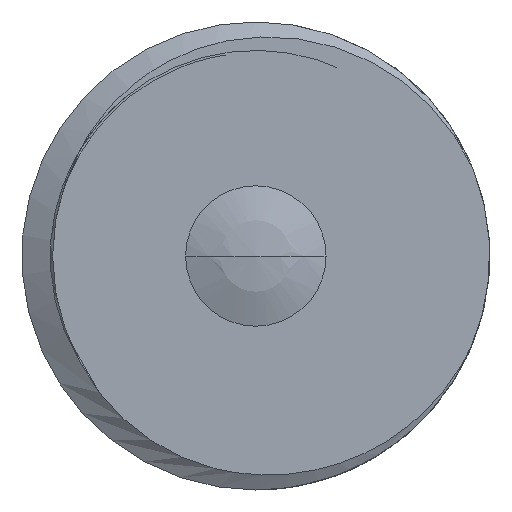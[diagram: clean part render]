
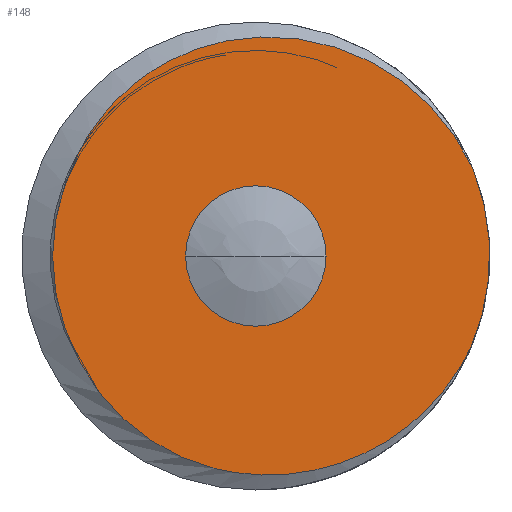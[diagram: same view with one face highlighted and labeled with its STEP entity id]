
A CAD part, left-side view. The second image highlights one B-rep face of the part: STEP entity #148.
In plain terms, the highlighted planar face has unit normal (-1, 0, 0).
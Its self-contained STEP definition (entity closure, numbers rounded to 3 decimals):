
#148=ADVANCED_FACE('',(#306,#307),#308,.F.);
#306=FACE_BOUND('',#1345,.T.);
#307=FACE_OUTER_BOUND('',#1346,.T.);
#308=PLANE('',#1347);
#1345=EDGE_LOOP('',(#4537,#4538));
#1346=EDGE_LOOP('',(#4539,#4540,#4541,#4542));
#1347=AXIS2_PLACEMENT_3D('',#4543,#4544,#4545);
#4537=ORIENTED_EDGE('',*,*,#4905,.F.);
#4538=ORIENTED_EDGE('',*,*,#4900,.F.);
#4539=ORIENTED_EDGE('',*,*,#4892,.T.);
#4540=ORIENTED_EDGE('',*,*,#4902,.T.);
#4541=ORIENTED_EDGE('',*,*,#4906,.T.);
#4542=ORIENTED_EDGE('',*,*,#4907,.T.);
#4543=CARTESIAN_POINT('',(1.5,2.5,0.0));
#4544=DIRECTION('',(1.0,0.0,0.0));
#4545=DIRECTION('',(0.0,0.0,-1.0));
#4892=EDGE_CURVE('',#5279,#5277,#5280,.T.);
#4900=EDGE_CURVE('',#5291,#5288,#5293,.T.);
#4902=EDGE_CURVE('',#5277,#5294,#5297,.T.);
#4905=EDGE_CURVE('',#5288,#5291,#5300,.T.);
#4906=EDGE_CURVE('',#5294,#5301,#5302,.T.);
#4907=EDGE_CURVE('',#5301,#5279,#5303,.T.);
#5277=VERTEX_POINT('',#60123);
#5279=VERTEX_POINT('',#60542);
#5280=CIRCLE('',#60543,2.5);
#5288=VERTEX_POINT('',#61795);
#5291=VERTEX_POINT('',#61799);
#5293=CIRCLE('',#61802,0.75);
#5294=VERTEX_POINT('',#61803);
#5297=B_SPLINE_CURVE_WITH_KNOTS('',3,(#62223,#62224,#62225,#62226,#62227,#62228,#62229,#62230,#62231,#62232,#62233,#62234,#62235,#62236,#62237,#62238),.UNSPECIFIED.,.F.,.F.,(4,2,2,2,2,2,2,4),(0.,0.001,0.001,0.002,0.003,0.003,0.004,0.005),.UNSPECIFIED.);
#5300=CIRCLE('',#62675,0.75);
#5301=VERTEX_POINT('',#62676);
#5302=B_SPLINE_CURVE_WITH_KNOTS('',3,(#62677,#62678,#62679,#62680,#62681,#62682,#62683,#62684,#62685,#62686),.UNSPECIFIED.,.F.,.F.,(4,2,2,2,4),(0.,0.001,0.001,0.002,0.002),.UNSPECIFIED.);
#5303=B_SPLINE_CURVE_WITH_KNOTS('',3,(#62687,#62688,#62689,#62690,#62691,#62692,#62693,#62694,#62695,#62696,#62697,#62698,#62699,#62700,#62701,#62702,#62703,#62704),.UNSPECIFIED.,.F.,.F.,(4,2,2,2,2,2,2,2,4),(0.,0.001,0.001,0.002,0.003,0.003,0.004,0.005,0.005),.UNSPECIFIED.);
#60123=CARTESIAN_POINT('',(1.5,-2.318,0.935));
#60542=CARTESIAN_POINT('',(1.5,-2.318,-0.935));
#60543=AXIS2_PLACEMENT_3D('',#63671,#63672,#63673);
#61795=CARTESIAN_POINT('',(1.5,0.0,0.75));
#61799=CARTESIAN_POINT('',(1.5,0.,-0.75));
#61802=AXIS2_PLACEMENT_3D('',#63680,#63681,#63682);
#61803=CARTESIAN_POINT('',(1.5,1.877,1.141));
#62223=CARTESIAN_POINT('',(1.5,-2.318,0.935));
#62224=CARTESIAN_POINT('',(1.5,-2.226,1.133));
#62225=CARTESIAN_POINT('',(1.5,-2.111,1.316));
#62226=CARTESIAN_POINT('',(1.5,-1.832,1.648));
#62227=CARTESIAN_POINT('',(1.5,-1.669,1.796));
#62228=CARTESIAN_POINT('',(1.5,-1.313,2.04));
#62229=CARTESIAN_POINT('',(1.5,-1.116,2.14));
#62230=CARTESIAN_POINT('',(1.5,-0.708,2.28));
#62231=CARTESIAN_POINT('',(1.5,-0.492,2.323));
#62232=CARTESIAN_POINT('',(1.5,-0.06,2.35));
#62233=CARTESIAN_POINT('',(1.5,0.156,2.334));
#62234=CARTESIAN_POINT('',(1.5,0.583,2.24));
#62235=CARTESIAN_POINT('',(1.5,0.785,2.163));
#62236=CARTESIAN_POINT('',(1.5,1.355,1.848));
#62237=CARTESIAN_POINT('',(1.5,1.671,1.527));
#62238=CARTESIAN_POINT('',(1.5,1.877,1.141));
#62675=AXIS2_PLACEMENT_3D('',#63683,#63684,#63685);
#62676=CARTESIAN_POINT('',(1.5,1.877,-1.141));
#62677=CARTESIAN_POINT('',(1.5,1.877,1.141));
#62678=CARTESIAN_POINT('',(1.5,1.97,0.964));
#62679=CARTESIAN_POINT('',(1.5,2.046,0.778));
#62680=CARTESIAN_POINT('',(1.5,2.146,0.394));
#62681=CARTESIAN_POINT('',(1.5,2.171,0.199));
#62682=CARTESIAN_POINT('',(1.5,2.171,-0.198));
#62683=CARTESIAN_POINT('',(1.5,2.145,-0.396));
#62684=CARTESIAN_POINT('',(1.5,2.046,-0.778));
#62685=CARTESIAN_POINT('',(1.5,1.97,-0.964));
#62686=CARTESIAN_POINT('',(1.5,1.877,-1.141));
#62687=CARTESIAN_POINT('',(1.5,1.877,-1.141));
#62688=CARTESIAN_POINT('',(1.5,1.774,-1.334));
#62689=CARTESIAN_POINT('',(1.5,1.646,-1.508));
#62690=CARTESIAN_POINT('',(1.5,1.342,-1.818));
#62691=CARTESIAN_POINT('',(1.5,1.168,-1.95));
#62692=CARTESIAN_POINT('',(1.5,0.791,-2.16));
#62693=CARTESIAN_POINT('',(1.5,0.584,-2.239));
#62694=CARTESIAN_POINT('',(1.5,0.163,-2.333));
#62695=CARTESIAN_POINT('',(1.5,-0.057,-2.35));
#62696=CARTESIAN_POINT('',(1.5,-0.488,-2.324));
#62697=CARTESIAN_POINT('',(1.5,-0.705,-2.281));
#62698=CARTESIAN_POINT('',(1.5,-1.114,-2.141));
#62699=CARTESIAN_POINT('',(1.5,-1.308,-2.043));
#62700=CARTESIAN_POINT('',(1.5,-1.668,-1.797));
#62701=CARTESIAN_POINT('',(1.5,-1.828,-1.652));
#62702=CARTESIAN_POINT('',(1.5,-2.108,-1.32));
#62703=CARTESIAN_POINT('',(1.5,-2.226,-1.134));
#62704=CARTESIAN_POINT('',(1.5,-2.318,-0.935));
#63671=CARTESIAN_POINT('',(1.5,0.0,0.0));
#63672=DIRECTION('',(-1.0,0.0,0.0));
#63673=DIRECTION('',(0.0,0.0,1.0));
#63680=CARTESIAN_POINT('',(1.5,0.0,0.0));
#63681=DIRECTION('',(-1.0,0.0,0.0));
#63682=DIRECTION('',(0.0,0.0,1.0));
#63683=CARTESIAN_POINT('',(1.5,0.0,0.0));
#63684=DIRECTION('',(-1.0,0.0,0.0));
#63685=DIRECTION('',(0.0,0.0,1.0));
